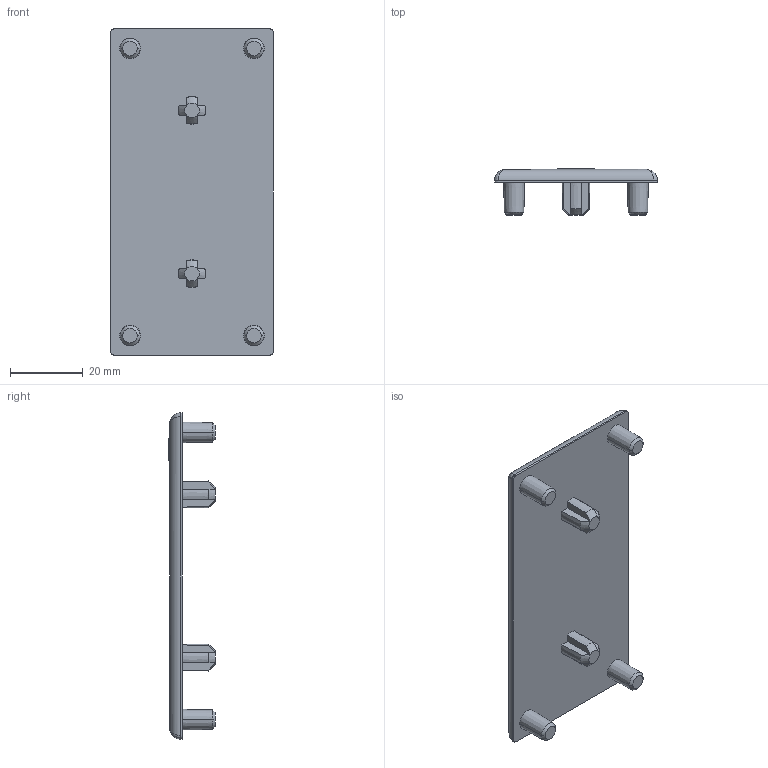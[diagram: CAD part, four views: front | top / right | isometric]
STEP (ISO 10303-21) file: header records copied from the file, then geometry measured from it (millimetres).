
FILE_DESCRIPTION((''),'2;1');
FILE_NAME('12009_POKROV_PROFILA_PA_45X90','2022-09-16T14:43:33',('PredragRovcanin'),('Audax d.o.o.'),'CREO PARAMETRIC BY PTC INC, 2020281','CREO PARAMETRIC BY PTC INC, 2020281','');
FILE_SCHEMA(('AUTOMOTIVE_DESIGN { 1 0 10303 214 1 1 1 1 }'));
Length unit declared in the file: millimetre
Products named in the file (1): 12009_POKROV_PROFILA_PA_45X90
Bounding box: 44.8 x 12.7 x 89.8 mm (x, y, z)
Volume: 14989.9 mm3; surface area: 9679.7 mm2
Topology: 1 solids, 1 shells, 83 faces, 186 edges, 120 vertices
Faces by surface type: plane 33, cone 32, cylinder 10, bspline 4, extrusion 4
Entity records: 3642 total; most frequent: CARTESIAN_POINT 835, DIRECTION 360, ORIENTED_EDGE 360, COLOUR_RGB 321, PRESENTATION_STYLE_ASSIGNMENT 191, STYLED_ITEM 191, CURVE_STYLE 190, EDGE_CURVE 180
